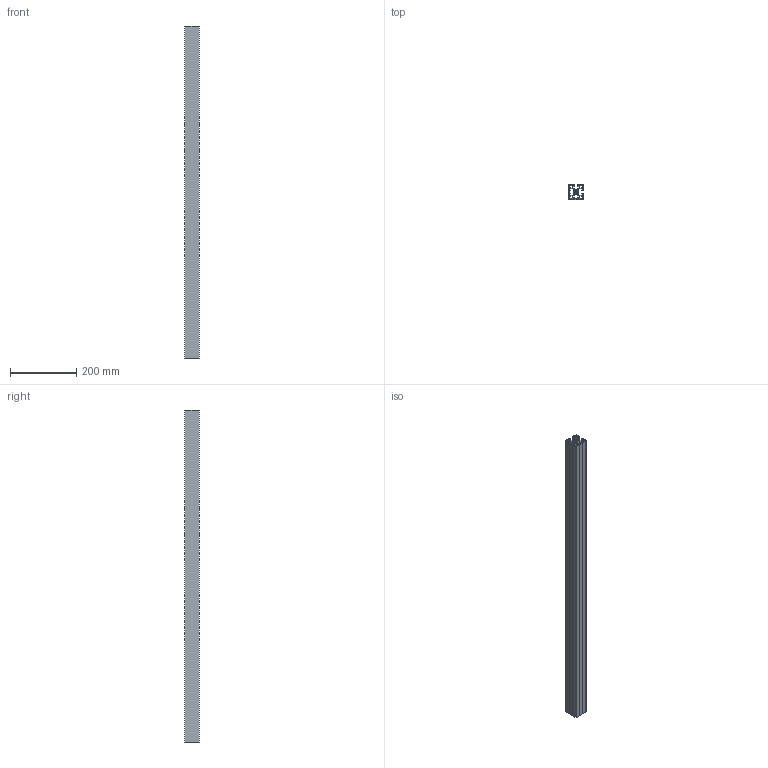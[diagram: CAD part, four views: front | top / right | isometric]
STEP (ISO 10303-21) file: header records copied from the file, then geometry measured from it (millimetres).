
FILE_DESCRIPTION((''),'2;1');
FILE_NAME('10028_PROFIL_45X45_C2','2022-09-16T13:30:58',('PredragRovcanin'),('Audax d.o.o.'),'CREO PARAMETRIC BY PTC INC, 2020281','CREO PARAMETRIC BY PTC INC, 2020281','');
FILE_SCHEMA(('AUTOMOTIVE_DESIGN { 1 0 10303 214 1 1 1 1 }'));
Length unit declared in the file: millimetre
Products named in the file (1): 10028_PROFIL_45X45_C2
Bounding box: 45 x 45 x 1000 mm (x, y, z)
Volume: 643591.7 mm3; surface area: 685254.4 mm2
Topology: 1 solids, 1 shells, 166 faces, 495 edges, 334 vertices
Faces by surface type: plane 154, cylinder 12
Entity records: 7501 total; most frequent: CARTESIAN_POINT 992, ORIENTED_EDGE 984, DIRECTION 853, PRESENTATION_STYLE_ASSIGNMENT 497, STYLED_ITEM 497, CURVE_STYLE 496, EDGE_CURVE 492, VECTOR 471
